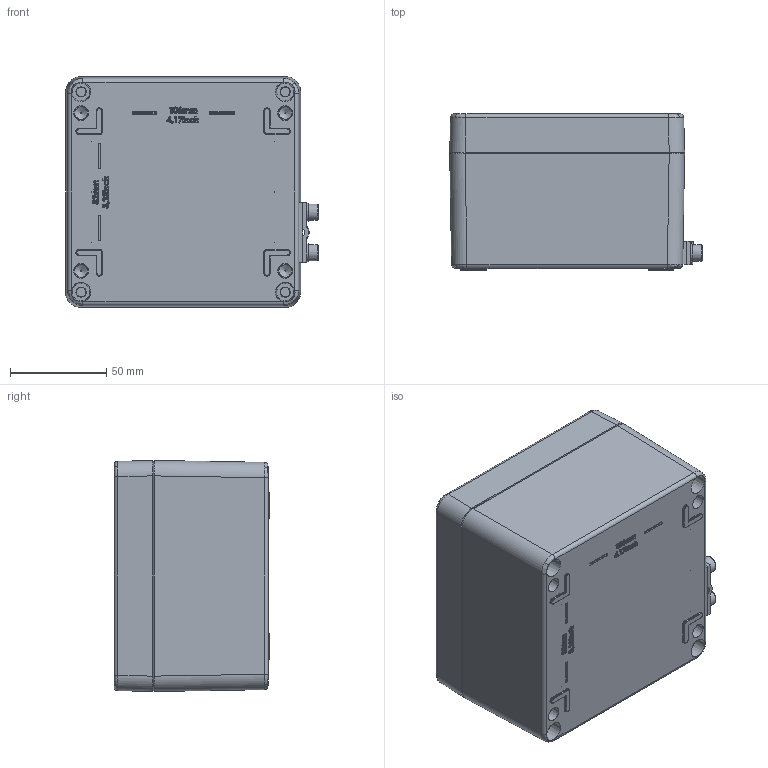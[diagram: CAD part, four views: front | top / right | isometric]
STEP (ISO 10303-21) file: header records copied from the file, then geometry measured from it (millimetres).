
FILE_DESCRIPTION(/* description */ (''),/* implementation_level */ '2;1');
FILE_NAME(/* name */ '15121208000-RST.stp',/* time_stamp */ '2021-09-06T15:18:25+02:00',/* author */ ('sl'),/* organization */ (''),/* preprocessor_version */ 'ST-DEVELOPER v16.5',/* originating_system */ 'Autodesk Inventor 2017',/* authorisation */ '');
FILE_SCHEMA (('AUTOMOTIVE_DESIGN { 1 0 10303 214 3 1 1 }'));
Products named in the file (13): Alu-Ex-Gehäuse-12-BG-0001-15_121208_000; Deckel-Alu-Ex-Gehäuse-12-BG-0002-15_121208_000; Deckel-Alu-Ex-Gehäuse-12-BT-0001-15_121208_000; Dichtlippe-Alu-Ex-Gehäuse-12-BT-0003-15_121208_00
0; UT-Alu-Ex-Gehäuse-12-BG-0003-15_121208_000; Erdung92081; UT-Alu-Ex-Gehäuse-12-BT-0002-15_121208_000; Dop-Erdungsschraube1; Dop-Erdungsschraube-Teil1; Dop-Erdungsschraube-Teil6; Dop-Erdungsschraube-Teil5; Dop-Erdungsschraube-Teil7; SchraubeM6x25-10
Assembly tree (21 placements, depth 4):
  Alu-Ex-Gehäuse-12-BG-0001-15_121208_000
    Deckel-Alu-Ex-Gehäuse-12-BG-0002-15_121208_000
      Erdung92081
      Deckel-Alu-Ex-Gehäuse-12-BT-0001-15_121208_000
      Dichtlippe-Alu-Ex-Gehäuse-12-BT-0003-15_121208_00
0
    UT-Alu-Ex-Gehäuse-12-BG-0003-15_121208_000
      Erdung92081  x4
      UT-Alu-Ex-Gehäuse-12-BT-0002-15_121208_000
      Dop-Erdungsschraube1
        Dop-Erdungsschraube-Teil1
        Dop-Erdungsschraube-Teil5  x2
        Dop-Erdungsschraube-Teil6
        Dop-Erdungsschraube-Teil7  x2
    SchraubeM6x25-10  x4
Bounding box: 131.19 x 80.99 x 120 mm (x, y, z)
Volume: 335170.5 mm3; surface area: 155372.5 mm2
Topology: 18 solids, 18 shells, 2651 faces, 6344 edges, 3479 vertices
Faces by surface type: bspline 928, cylinder 761, plane 643, sphere 157, cone 92, torus 70
Full cylindrical faces by diameter (mm): 1.8 x1, 1.9 x1, 4.7 x5, 5 x19, 5.3 x4, 6 x4, 6.5 x4, 8 x5, 8.388 x4, 8.5 x2
Entity records: 112834 total; most frequent: CARTESIAN_POINT 63380, ORIENTED_EDGE 10720, DIRECTION 9353, EDGE_CURVE 5360, AXIS2_PLACEMENT_3D 3652, VERTEX_POINT 3121, EDGE_LOOP 2669, FACE_OUTER_BOUND 2439
